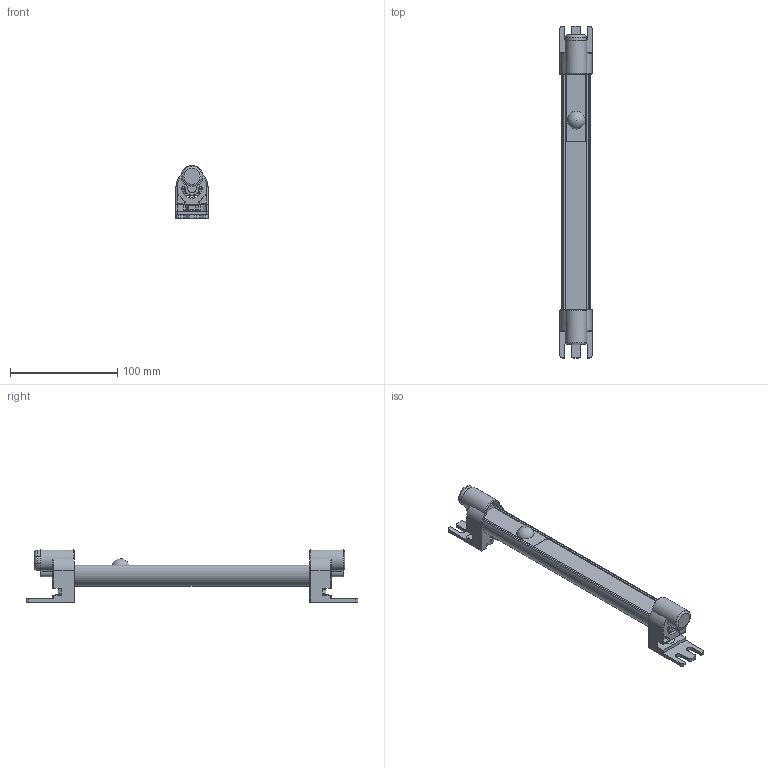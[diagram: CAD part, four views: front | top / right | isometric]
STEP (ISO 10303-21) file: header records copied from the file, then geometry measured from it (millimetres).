
FILE_DESCRIPTION(/* description */ (''),/* implementation_level */ '2;1');
FILE_NAME(/* name */ '107124_LED04-S-B-M20.stp',/* time_stamp */ '2023-11-20T17:50:41+01:00',/* author */ ('CAD'),/* organization */ (''),/* preprocessor_version */ 'ST-DEVELOPER v15.6',/* originating_system */ 'Autodesk Inventor 2015',/* authorisation */ '');
FILE_SCHEMA (('AUTOMOTIVE_DESIGN { 1 0 10303 214 3 1 1 }'));
Length unit declared in the file: millimetre
Products named in the file (1): 107124_LED04-S-B-M20_Shrinkwrap_1
Bounding box: 30 x 310 x 49.3 mm (x, y, z)
Surface area: 50707.2 mm2 (no closed solid volume)
Topology: 0 solids, 25 shells, 192 faces, 751 edges, 563 vertices
Faces by surface type: plane 105, cylinder 71, torus 11, cone 4, sphere 1
Full cylindrical faces by diameter (mm): 16 x2, 17.5 x2
Entity records: 8317 total; most frequent: CARTESIAN_POINT 1785, DIRECTION 1333, ORIENTED_EDGE 1153, EDGE_CURVE 734, VERTEX_POINT 556, LINE 449, VECTOR 449, AXIS2_PLACEMENT_3D 442
